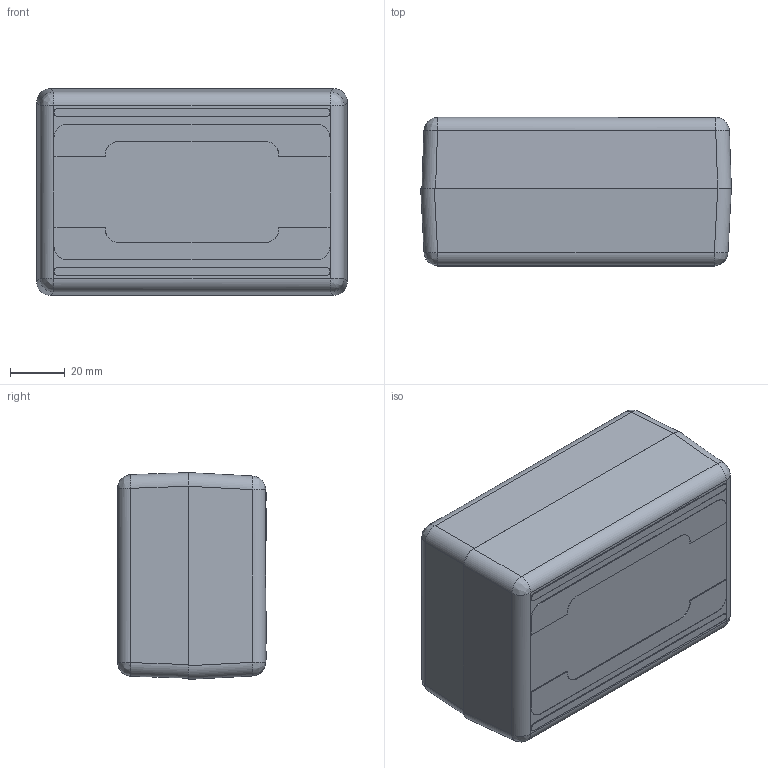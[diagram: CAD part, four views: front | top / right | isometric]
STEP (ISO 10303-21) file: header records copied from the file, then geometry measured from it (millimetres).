
FILE_DESCRIPTION(('STEP AP203'),'1');
FILE_NAME('km-59g.stp','2021-11-11T00:16:51',('TraceParts'),('TraceParts S.A.'),'Spatial InterOp 3D',' ',' ');
FILE_SCHEMA(('CONFIG_CONTROL_DESIGN'));
Length unit declared in the file: millimetre
Products named in the file (1): 1
Bounding box: 113.7 x 54.45 x 75.65 mm (x, y, z)
Volume: 68638.6 mm3; surface area: 72833.7 mm2
Topology: 2 solids, 2 shells, 211 faces, 535 edges, 330 vertices
Faces by surface type: bspline 211
Entity records: 7497 total; most frequent: CARTESIAN_POINT 4342, ORIENTED_EDGE 1038, EDGE_CURVE 519, B_SPLINE_CURVE_WITH_KNOTS 429, VERTEX_POINT 330, EDGE_LOOP 229, ADVANCED_FACE 211, FACE_OUTER_BOUND 211
